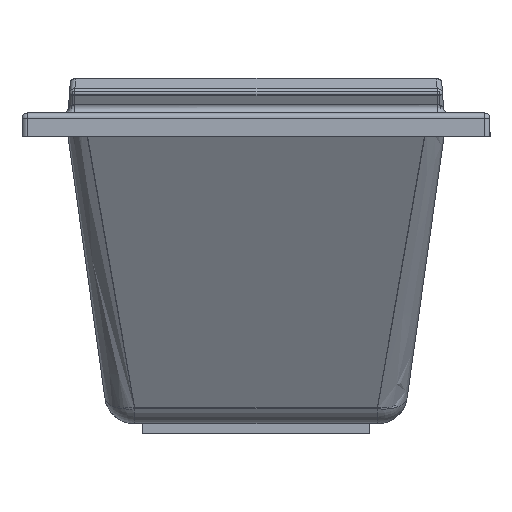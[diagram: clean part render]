
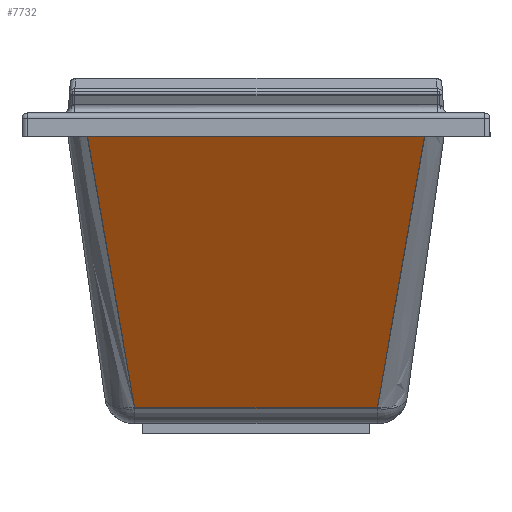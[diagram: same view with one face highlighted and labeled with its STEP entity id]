
A CAD part, left-side view. The second image highlights one B-rep face of the part: STEP entity #7732.
In plain terms, the highlighted planar face has unit normal (-0.866, 0, -0.5).
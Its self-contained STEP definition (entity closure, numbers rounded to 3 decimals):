
#7086=CARTESIAN_POINT('',(-530.296,181.585,-442.501));
#7087=VERTEX_POINT('',#7086);
#7182=CARTESIAN_POINT('',(-775.143,255.26,-18.413));
#7183=VERTEX_POINT('',#7182);
#7184=CARTESIAN_POINT('',(-530.296,181.585,-442.5));
#7185=CARTESIAN_POINT('',(-545.715,185.365,-415.793));
#7186=CARTESIAN_POINT('',(-561.103,189.314,-389.141));
#7187=CARTESIAN_POINT('',(-576.439,193.695,-362.578));
#7188=CARTESIAN_POINT('',(-580.432,194.836,-355.663));
#7189=CARTESIAN_POINT('',(-584.421,196.003,-348.753));
#7190=CARTESIAN_POINT('',(-588.407,197.195,-341.848));
#7191=CARTESIAN_POINT('',(-608.697,203.266,-306.705));
#7192=CARTESIAN_POINT('',(-628.911,210.062,-271.695));
#7193=CARTESIAN_POINT('',(-649.114,216.97,-236.701));
#7194=CARTESIAN_POINT('',(-651.999,217.957,-231.704));
#7195=CARTESIAN_POINT('',(-654.884,218.945,-226.707));
#7196=CARTESIAN_POINT('',(-657.769,219.932,-221.709));
#7197=CARTESIAN_POINT('',(-676.997,226.51,-188.406));
#7198=CARTESIAN_POINT('',(-696.236,233.022,-155.083));
#7199=CARTESIAN_POINT('',(-715.546,238.928,-121.638));
#7200=CARTESIAN_POINT('',(-721.504,240.751,-111.317));
#7201=CARTESIAN_POINT('',(-727.47,242.519,-100.985));
#7202=CARTESIAN_POINT('',(-733.442,244.228,-90.641));
#7203=CARTESIAN_POINT('',(-747.292,248.192,-66.652));
#7204=CARTESIAN_POINT('',(-761.214,251.82,-42.539));
#7205=CARTESIAN_POINT('',(-775.143,255.26,-18.413));
#7206=B_SPLINE_CURVE_WITH_KNOTS('',3,(#7184,#7185,#7186,#7187,#7188,#7189,#7190,#7191,#7192,#7193,#7194,#7195,#7196,#7197,#7198,#7199,#7200,#7201,#7202,#7203,#7204,#7205),.UNSPECIFIED.,.F.,.U.,(4,3,3,3,3,3,3,4),(250.688,411.691,453.607,666.945,697.41,900.439,963.093,1108.391),.UNSPECIFIED.);
#7207=EDGE_CURVE('',#7087,#7183,#7206,.T.);
#7459=CARTESIAN_POINT('',(-790.129,275.46,7.544));
#7460=VERTEX_POINT('',#7459);
#7461=CARTESIAN_POINT('',(-775.143,255.26,-18.413));
#7462=CARTESIAN_POINT('',(-777.673,255.881,-14.031));
#7463=CARTESIAN_POINT('',(-780.226,257.406,-9.609));
#7464=CARTESIAN_POINT('',(-782.581,259.954,-5.529));
#7465=CARTESIAN_POINT('',(-782.982,260.387,-4.835));
#7466=CARTESIAN_POINT('',(-783.377,260.85,-4.151));
#7467=CARTESIAN_POINT('',(-783.764,261.343,-3.48));
#7468=CARTESIAN_POINT('',(-784.51,262.292,-2.188));
#7469=CARTESIAN_POINT('',(-785.229,263.351,-0.942));
#7470=CARTESIAN_POINT('',(-785.909,264.519,0.235));
#7471=CARTESIAN_POINT('',(-786.444,265.437,1.161));
#7472=CARTESIAN_POINT('',(-786.954,266.422,2.044));
#7473=CARTESIAN_POINT('',(-787.433,267.47,2.874));
#7474=CARTESIAN_POINT('',(-788.521,269.853,4.759));
#7475=CARTESIAN_POINT('',(-789.445,272.565,6.359));
#7476=CARTESIAN_POINT('',(-790.129,275.46,7.544));
#7477=B_SPLINE_CURVE_WITH_KNOTS('',3,(#7461,#7462,#7463,#7464,#7465,#7466,#7467,#7468,#7469,#7470,#7471,#7472,#7473,#7474,#7475,#7476),.UNSPECIFIED.,.F.,.U.,(4,3,3,3,3,4),(550.22,569.596,572.894,579.242,584.23,595.567),.UNSPECIFIED.);
#7478=EDGE_CURVE('',#7183,#7460,#7477,.T.);
#7534=CARTESIAN_POINT('',(-530.296,-181.585,-442.5));
#7535=VERTEX_POINT('',#7534);
#7594=CARTESIAN_POINT('',(-530.296,-181.585,-442.5));
#7595=DIRECTION('',(0.0,1.0,0.0));
#7596=VECTOR('',#7595,363.171);
#7597=LINE('',#7594,#7596);
#7598=EDGE_CURVE('',#7535,#7087,#7597,.T.);
#7661=CARTESIAN_POINT('',(-784.33,0.,-2.5));
#7662=DIRECTION('',(-0.866,0.0,-0.5));
#7663=DIRECTION('',(-0.5,0.0,0.866));
#7664=AXIS2_PLACEMENT_3D('',#7661,#7662,#7663);
#7665=PLANE('',#7664);
#7666=CARTESIAN_POINT('',(-775.143,-255.26,-18.413));
#7667=VERTEX_POINT('',#7666);
#7668=CARTESIAN_POINT('',(-775.143,-255.26,-18.413));
#7669=CARTESIAN_POINT('',(-761.264,-251.833,-42.452));
#7670=CARTESIAN_POINT('',(-747.39,-248.217,-66.482));
#7671=CARTESIAN_POINT('',(-733.591,-244.271,-90.383));
#7672=CARTESIAN_POINT('',(-714.344,-238.766,-123.72));
#7673=CARTESIAN_POINT('',(-695.171,-232.6,-156.929));
#7674=CARTESIAN_POINT('',(-676.037,-226.148,-190.07));
#7675=CARTESIAN_POINT('',(-654.814,-218.991,-226.829));
#7676=CARTESIAN_POINT('',(-633.588,-211.525,-263.593));
#7677=CARTESIAN_POINT('',(-612.341,-204.657,-300.394));
#7678=CARTESIAN_POINT('',(-596.564,-199.557,-327.721));
#7679=CARTESIAN_POINT('',(-580.755,-194.798,-355.103));
#7680=CARTESIAN_POINT('',(-564.897,-190.473,-382.569));
#7681=CARTESIAN_POINT('',(-553.389,-187.335,-402.502));
#7682=CARTESIAN_POINT('',(-541.853,-184.419,-422.482));
#7683=CARTESIAN_POINT('',(-530.296,-181.585,-442.5));
#7684=B_SPLINE_CURVE_WITH_KNOTS('',3,(#7668,#7669,#7670,#7671,#7672,#7673,#7674,#7675,#7676,#7677,#7678,#7679,#7680,#7681,#7682,#7683),.UNSPECIFIED.,.F.,.U.,(4,3,3,3,3,4),(1409.562,1554.325,1756.237,1980.195,2146.494,2267.177),.UNSPECIFIED.);
#7685=EDGE_CURVE('',#7667,#7535,#7684,.T.);
#7686=ORIENTED_EDGE('',*,*,#7685,.F.);
#7687=CARTESIAN_POINT('',(-790.129,-275.46,7.544));
#7688=VERTEX_POINT('',#7687);
#7689=CARTESIAN_POINT('',(-790.129,-275.46,7.544));
#7690=CARTESIAN_POINT('',(-789.884,-274.422,7.119));
#7691=CARTESIAN_POINT('',(-789.608,-273.406,6.641));
#7692=CARTESIAN_POINT('',(-789.304,-272.42,6.115));
#7693=CARTESIAN_POINT('',(-788.615,-270.183,4.922));
#7694=CARTESIAN_POINT('',(-787.783,-268.109,3.481));
#7695=CARTESIAN_POINT('',(-786.853,-266.262,1.87));
#7696=CARTESIAN_POINT('',(-785.126,-262.83,-1.122));
#7697=CARTESIAN_POINT('',(-783.072,-260.189,-4.68));
#7698=CARTESIAN_POINT('',(-780.915,-258.346,-8.415));
#7699=CARTESIAN_POINT('',(-779.043,-256.747,-11.657));
#7700=CARTESIAN_POINT('',(-777.087,-255.737,-15.045));
#7701=CARTESIAN_POINT('',(-775.143,-255.26,-18.413));
#7702=B_SPLINE_CURVE_WITH_KNOTS('',3,(#7689,#7690,#7691,#7692,#7693,#7694,#7695,#7696,#7697,#7698,#7699,#7700,#7701),.UNSPECIFIED.,.F.,.U.,(4,3,3,3,4),(1954.303,1958.371,1967.602,1984.756,1999.647),.UNSPECIFIED.);
#7703=EDGE_CURVE('',#7688,#7667,#7702,.T.);
#7704=ORIENTED_EDGE('',*,*,#7703,.F.);
#7705=CARTESIAN_POINT('',(-812.084,-272.801,45.572));
#7706=VERTEX_POINT('',#7705);
#7707=CARTESIAN_POINT('',(-812.084,-272.801,45.572));
#7708=DIRECTION('',(0.499,-0.06,-0.864));
#7709=VECTOR('',#7708,43.992);
#7710=LINE('',#7707,#7709);
#7711=EDGE_CURVE('',#7706,#7688,#7710,.T.);
#7712=ORIENTED_EDGE('',*,*,#7711,.F.);
#7713=CARTESIAN_POINT('',(-812.084,272.801,45.572));
#7714=VERTEX_POINT('',#7713);
#7715=CARTESIAN_POINT('',(-812.084,272.801,45.572));
#7716=DIRECTION('',(0.0,-1.0,0.0));
#7717=VECTOR('',#7716,545.602);
#7718=LINE('',#7715,#7717);
#7719=EDGE_CURVE('',#7706,#7714,#7718,.F.);
#7720=ORIENTED_EDGE('',*,*,#7719,.T.);
#7721=CARTESIAN_POINT('',(-812.084,272.801,45.572));
#7722=DIRECTION('',(0.499,0.06,-0.864));
#7723=VECTOR('',#7722,43.992);
#7724=LINE('',#7721,#7723);
#7725=EDGE_CURVE('',#7714,#7460,#7724,.T.);
#7726=ORIENTED_EDGE('',*,*,#7725,.T.);
#7727=ORIENTED_EDGE('',*,*,#7478,.F.);
#7728=ORIENTED_EDGE('',*,*,#7207,.F.);
#7729=ORIENTED_EDGE('',*,*,#7598,.F.);
#7730=EDGE_LOOP('',(#7686,#7704,#7712,#7720,#7726,#7727,#7728,#7729));
#7731=FACE_OUTER_BOUND('',#7730,.T.);
#7732=ADVANCED_FACE('',(#7731),#7665,.T.);
